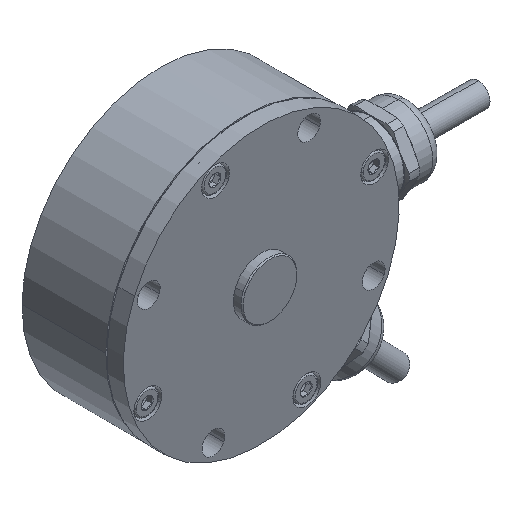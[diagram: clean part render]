
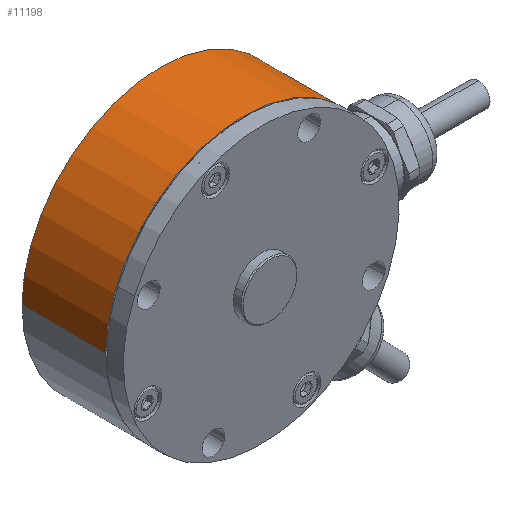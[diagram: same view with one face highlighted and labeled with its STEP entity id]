
A CAD part, isometric view. The second image highlights one B-rep face of the part: STEP entity #11198.
In plain terms, the highlighted cylindrical face has radius 39.5 mm (diameter 79 mm), a partial arc.
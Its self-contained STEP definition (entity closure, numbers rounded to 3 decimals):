
#102 = CARTESIAN_POINT ( 'NONE',  ( 40.91, -11.415, 6.216 ) ) ;
#158 = CARTESIAN_POINT ( 'NONE',  ( 40.001, -5.594, 12.048 ) ) ;
#200 = CARTESIAN_POINT ( 'NONE',  ( 40.192, 3.231, 11.183 ) ) ;
#218 = EDGE_LOOP ( 'NONE', ( #11937, #8922, #5760, #814, #9770, #3761 ) ) ;
#250 = CARTESIAN_POINT ( 'NONE',  ( 41.015, 7.814, 4.328 ) ) ;
#327 = VECTOR ( 'NONE', #10287, 1000. ) ;
#377 = AXIS2_PLACEMENT_3D ( 'NONE', #4768, #11314, #5701 ) ;
#814 = ORIENTED_EDGE ( 'NONE', *, *, #2129, .T. ) ;
#1234 = CARTESIAN_POINT ( 'NONE',  ( 40.766, -10.73, 7.698 ) ) ;
#1280 = CARTESIAN_POINT ( 'NONE',  ( 39.929, -4.66, 12.35 ) ) ;
#1333 = CARTESIAN_POINT ( 'NONE',  ( 40.305, 4.032, 10.627 ) ) ;
#1378 = CARTESIAN_POINT ( 'NONE',  ( 41.035, 7.929, 3.341 ) ) ;
#1499 = DIRECTION ( 'NONE',  ( 0., 1., 0. ) ) ;
#1607 = CARTESIAN_POINT ( 'NONE',  ( 41.032, -14.055, 2.679 ) ) ;
#1627 = VERTEX_POINT ( 'NONE', #10731 ) ;
#1953 = VERTEX_POINT ( 'NONE', #4035 ) ;
#2129 = EDGE_CURVE ( 'NONE', #11524, #8043, #3198, .T. ) ;
#2271 = CARTESIAN_POINT ( 'NONE',  ( 41.039, -12.055, 3.342 ) ) ;
#2319 = CARTESIAN_POINT ( 'NONE',  ( 40.62, -9.99, 8.778 ) ) ;
#2370 = CARTESIAN_POINT ( 'NONE',  ( 39.861, -3.369, 12.626 ) ) ;
#2420 = CARTESIAN_POINT ( 'NONE',  ( 40.424, 4.781, 9.991 ) ) ;
#2466 = CARTESIAN_POINT ( 'NONE',  ( 41.032, 7.945, 2.679 ) ) ;
#2519 = CARTESIAN_POINT ( 'NONE',  ( 41.032, -14.055, 2.679 ) ) ;
#2881 = DIRECTION ( 'NONE',  ( 0., 1., 0. ) ) ;
#3198 = LINE ( 'NONE', #1607, #327 ) ;
#3368 = CARTESIAN_POINT ( 'NONE',  ( 40.504, -9.355, 9.526 ) ) ;
#3404 = CARTESIAN_POINT ( 'NONE',  ( 39.844, -1.409, 12.692 ) ) ;
#3446 = CARTESIAN_POINT ( 'NONE',  ( 40.621, 5.888, 8.793 ) ) ;
#3761 = ORIENTED_EDGE ( 'NONE', *, *, #7910, .F. ) ;
#4035 = CARTESIAN_POINT ( 'NONE',  ( -37.964, 9.945, 3.461 ) ) ;
#4289 = CARTESIAN_POINT ( 'NONE',  ( 40.306, -8.165, 10.63 ) ) ;
#4334 = CARTESIAN_POINT ( 'NONE',  ( 39.924, 0.541, 12.37 ) ) ;
#4390 = CARTESIAN_POINT ( 'NONE',  ( 40.763, 6.6, 7.702 ) ) ;
#4750 = VECTOR ( 'NONE', #12238, 1000. ) ;
#4768 = CARTESIAN_POINT ( 'NONE',  ( 1.534, 9.945, 3.07 ) ) ;
#5168 = CARTESIAN_POINT ( 'NONE',  ( 40.99, -11.798, 4.956 ) ) ;
#5216 = CARTESIAN_POINT ( 'NONE',  ( 40.157, -7.064, 11.349 ) ) ;
#5261 = CARTESIAN_POINT ( 'NONE',  ( 40.057, 2.076, 11.802 ) ) ;
#5295 = CARTESIAN_POINT ( 'NONE',  ( 40.856, 7.052, 6.824 ) ) ;
#5405 = CARTESIAN_POINT ( 'NONE',  ( 41.032, -14.055, 2.679 ) ) ;
#5701 = DIRECTION ( 'NONE',  ( -1., 0., 0.01 ) ) ;
#5760 = ORIENTED_EDGE ( 'NONE', *, *, #7660, .T. ) ;
#5763 = CARTESIAN_POINT ( 'NONE',  ( -37.964, -14.055, 3.461 ) ) ;
#5898 = CIRCLE ( 'NONE', #377, 39.5 ) ;
#6003 = CARTESIAN_POINT ( 'NONE',  ( 41.032, 9.945, 2.679 ) ) ;
#6049 = FACE_OUTER_BOUND ( 'NONE', #218, .T. ) ;
#6094 = CARTESIAN_POINT ( 'NONE',  ( 40.934, -11.527, 5.904 ) ) ;
#6131 = CARTESIAN_POINT ( 'NONE',  ( 40.058, -6.195, 11.797 ) ) ;
#6156 = B_SPLINE_CURVE_WITH_KNOTS ( 'NONE', 3,
 ( #7996, #2271, #10838, #5168, #11741, #6094, #102, #7052, #1234, #8056, #2319, #9021, #3368, #9980, #4289, #10867, #5216, #11773, #6131, #158, #7104, #1280, #8098, #2370, #9065, #3404, #10025, #4334, #10902, #5261, #11822, #6168, #200, #7148, #1333, #8135, #2420, #9115, #3446, #10061, #4390, #10944, #5295, #11860, #6208, #250, #7188, #1378, #8181, #2466 ),
 .UNSPECIFIED., .F., .F.,
 ( 4, 2, 2, 2, 2, 2, 2, 2, 2, 2, 2, 2, 2, 2, 2, 2, 2, 2, 2, 2, 2, 2, 2, 2, 4 ),
 ( 0., 0.002, 0.003, 0.004, 0.006, 0.007, 0.008, 0.01, 0.011, 0.012, 0.013, 0.014, 0.016, 0.018, 0.02, 0.021, 0.022, 0.023, 0.024, 0.025, 0.026, 0.027, 0.029, 0.03, 0.031 ),
 .UNSPECIFIED. ) ;
#6168 = CARTESIAN_POINT ( 'NONE',  ( 40.157, 2.952, 11.35 ) ) ;
#6208 = CARTESIAN_POINT ( 'NONE',  ( 40.977, 7.619, 5.295 ) ) ;
#7052 = CARTESIAN_POINT ( 'NONE',  ( 40.83, -11.038, 7.124 ) ) ;
#7104 = CARTESIAN_POINT ( 'NONE',  ( 39.974, -5.288, 12.159 ) ) ;
#7148 = CARTESIAN_POINT ( 'NONE',  ( 40.267, 3.771, 10.821 ) ) ;
#7188 = CARTESIAN_POINT ( 'NONE',  ( 41.025, 7.863, 4. ) ) ;
#7414 = CYLINDRICAL_SURFACE ( 'NONE', #8648, 39.5 ) ;
#7608 = DIRECTION ( 'NONE',  ( 0., 1., 0. ) ) ;
#7660 = EDGE_CURVE ( 'NONE', #1627, #11524, #6156, .T. ) ;
#7866 = EDGE_CURVE ( 'NONE', #8043, #1953, #5898, .T. ) ;
#7910 = EDGE_CURVE ( 'NONE', #11227, #1953, #11924, .T. ) ;
#7996 = CARTESIAN_POINT ( 'NONE',  ( 41.032, -12.055, 2.679 ) ) ;
#8043 = VERTEX_POINT ( 'NONE', #6003 ) ;
#8056 = CARTESIAN_POINT ( 'NONE',  ( 40.658, -10.186, 8.513 ) ) ;
#8098 = CARTESIAN_POINT ( 'NONE',  ( 39.909, -4.338, 12.432 ) ) ;
#8135 = CARTESIAN_POINT ( 'NONE',  ( 40.383, 4.537, 10.213 ) ) ;
#8181 = CARTESIAN_POINT ( 'NONE',  ( 41.035, 7.945, 3.011 ) ) ;
#8286 = EDGE_CURVE ( 'NONE', #12021, #1627, #9357, .T. ) ;
#8549 = CARTESIAN_POINT ( 'NONE',  ( 1.534, -14.055, 3.07 ) ) ;
#8565 = CARTESIAN_POINT ( 'NONE',  ( 1.534, -14.055, 3.07 ) ) ;
#8648 = AXIS2_PLACEMENT_3D ( 'NONE', #8549, #7608, #11347 ) ;
#8922 = ORIENTED_EDGE ( 'NONE', *, *, #8286, .T. ) ;
#9021 = CARTESIAN_POINT ( 'NONE',  ( 40.543, -9.574, 9.285 ) ) ;
#9065 = CARTESIAN_POINT ( 'NONE',  ( 39.845, -2.719, 12.691 ) ) ;
#9115 = CARTESIAN_POINT ( 'NONE',  ( 40.543, 5.476, 9.296 ) ) ;
#9357 = LINE ( 'NONE', #5405, #11479 ) ;
#9519 = DIRECTION ( 'NONE',  ( -1., 0., 0.01 ) ) ;
#9563 = EDGE_CURVE ( 'NONE', #11227, #12021, #11918, .T. ) ;
#9599 = CARTESIAN_POINT ( 'NONE',  ( -37.964, -14.055, 3.461 ) ) ;
#9770 = ORIENTED_EDGE ( 'NONE', *, *, #7866, .T. ) ;
#9980 = CARTESIAN_POINT ( 'NONE',  ( 40.385, -8.666, 10.216 ) ) ;
#10025 = CARTESIAN_POINT ( 'NONE',  ( 39.861, -0.743, 12.626 ) ) ;
#10061 = CARTESIAN_POINT ( 'NONE',  ( 40.728, 6.431, 7.982 ) ) ;
#10287 = DIRECTION ( 'NONE',  ( 0., 1., 0. ) ) ;
#10731 = CARTESIAN_POINT ( 'NONE',  ( 41.032, -12.055, 2.679 ) ) ;
#10817 = AXIS2_PLACEMENT_3D ( 'NONE', #8565, #2881, #9519 ) ;
#10838 = CARTESIAN_POINT ( 'NONE',  ( 41.028, -11.99, 3.994 ) ) ;
#10867 = CARTESIAN_POINT ( 'NONE',  ( 40.193, -7.346, 11.179 ) ) ;
#10902 = CARTESIAN_POINT ( 'NONE',  ( 39.97, 1.166, 12.18 ) ) ;
#10944 = CARTESIAN_POINT ( 'NONE',  ( 40.827, 6.911, 7.122 ) ) ;
#11198 = ADVANCED_FACE ( 'NONE', ( #6049 ), #7414, .T. ) ;
#11227 = VERTEX_POINT ( 'NONE', #5763 ) ;
#11314 = DIRECTION ( 'NONE',  ( 0., -1., 0. ) ) ;
#11347 = DIRECTION ( 'NONE',  ( -1., 0., 0.01 ) ) ;
#11479 = VECTOR ( 'NONE', #1499, 1000. ) ;
#11524 = VERTEX_POINT ( 'NONE', #12016 ) ;
#11741 = CARTESIAN_POINT ( 'NONE',  ( 40.974, -11.718, 5.274 ) ) ;
#11773 = CARTESIAN_POINT ( 'NONE',  ( 40.09, -6.489, 11.658 ) ) ;
#11822 = CARTESIAN_POINT ( 'NONE',  ( 40.089, 2.375, 11.66 ) ) ;
#11860 = CARTESIAN_POINT ( 'NONE',  ( 40.936, 7.429, 5.918 ) ) ;
#11918 = CIRCLE ( 'NONE', #10817, 39.5 ) ;
#11924 = LINE ( 'NONE', #9599, #4750 ) ;
#11937 = ORIENTED_EDGE ( 'NONE', *, *, #9563, .T. ) ;
#12016 = CARTESIAN_POINT ( 'NONE',  ( 41.032, 7.945, 2.679 ) ) ;
#12021 = VERTEX_POINT ( 'NONE', #2519 ) ;
#12238 = DIRECTION ( 'NONE',  ( 0., 1., 0. ) ) ;
